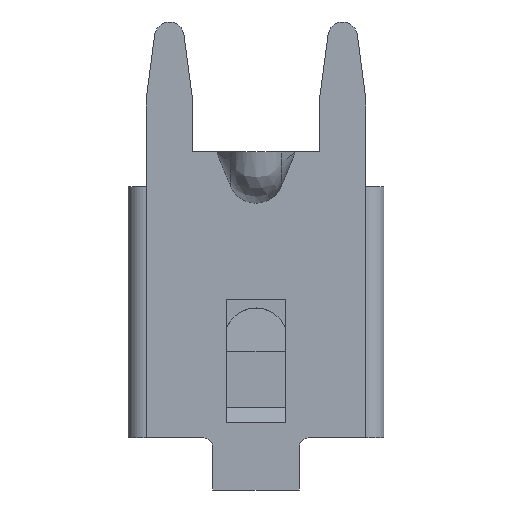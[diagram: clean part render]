
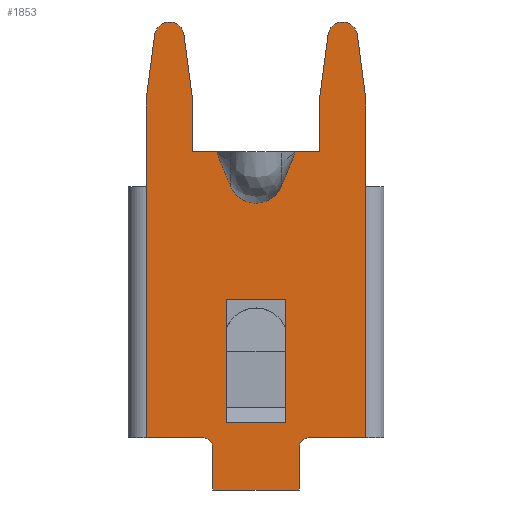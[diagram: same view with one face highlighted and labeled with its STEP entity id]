
A CAD part, front view. The second image highlights one B-rep face of the part: STEP entity #1853.
In plain terms, the highlighted planar face has unit normal (0, -1, 0).
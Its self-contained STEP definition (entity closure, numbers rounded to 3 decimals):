
#173=DIRECTION('',(-1.,0.,0.));
#174=VECTOR('',#173,1.697);
#175=CARTESIAN_POINT('',(-1.524,0.,-8.382));
#176=LINE('',#175,#174);
#181=DIRECTION('',(-1.,0.,0.));
#182=VECTOR('',#181,1.697);
#183=CARTESIAN_POINT('',(3.221,0.,-8.382));
#184=LINE('',#183,#182);
#221=CARTESIAN_POINT('',(-1.524,0.,-8.636));
#222=DIRECTION('',(0.,1.,0.));
#223=DIRECTION('',(0.,0.,1.));
#224=AXIS2_PLACEMENT_3D('',#221,#222,#223);
#231=DIRECTION('',(0.,0.,1.));
#232=VECTOR('',#231,3.593);
#233=CARTESIAN_POINT('',(0.871,0.,-7.928));
#234=LINE('',#233,#232);
#235=DIRECTION('',(-1.,0.,0.));
#236=VECTOR('',#235,1.742);
#237=CARTESIAN_POINT('',(0.871,0.,-4.336));
#238=LINE('',#237,#236);
#239=DIRECTION('',(0.,0.,1.));
#240=VECTOR('',#239,3.593);
#241=CARTESIAN_POINT('',(-0.871,0.,-7.928));
#242=LINE('',#241,#240);
#243=DIRECTION('',(-1.,0.,0.));
#244=VECTOR('',#243,1.742);
#245=CARTESIAN_POINT('',(0.871,0.,-7.928));
#246=LINE('',#245,#244);
#247=DIRECTION('',(0.,0.,-1.));
#248=VECTOR('',#247,1.27);
#249=CARTESIAN_POINT('',(1.27,0.,-8.636));
#250=LINE('',#249,#248);
#251=DIRECTION('',(0.,0.,-1.));
#252=VECTOR('',#251,2.54);
#253=CARTESIAN_POINT('',(-3.221,0.,1.524));
#254=LINE('',#253,#252);
#255=DIRECTION('',(-0.131,0.,-0.991));
#256=VECTOR('',#255,1.927);
#257=CARTESIAN_POINT('',(-2.968,0.,3.435));
#258=LINE('',#257,#256);
#259=CARTESIAN_POINT('',(-2.54,0.,3.378));
#260=DIRECTION('',(0.,-1.,0.));
#261=DIRECTION('',(0.991,0.,0.131));
#262=AXIS2_PLACEMENT_3D('',#259,#260,#261);
#264=DIRECTION('',(-0.131,0.,0.991));
#265=VECTOR('',#264,1.927);
#266=CARTESIAN_POINT('',(-1.859,0.,1.524));
#267=LINE('',#266,#265);
#268=DIRECTION('',(0.,0.,1.));
#269=VECTOR('',#268,1.524);
#270=CARTESIAN_POINT('',(-1.859,0.,0.));
#271=LINE('',#270,#269);
#272=DIRECTION('',(0.383,0.,-0.924));
#273=VECTOR('',#272,1.092);
#274=CARTESIAN_POINT('',(-1.155,0.,0.));
#275=LINE('',#274,#273);
#276=CARTESIAN_POINT('',(0.,0.,-0.704));
#277=DIRECTION('',(0.,-1.,0.));
#278=DIRECTION('',(-0.924,0.,-0.383));
#279=AXIS2_PLACEMENT_3D('',#276,#277,#278);
#281=DIRECTION('',(0.383,0.,0.924));
#282=VECTOR('',#281,1.092);
#283=CARTESIAN_POINT('',(0.737,0.,-1.009));
#284=LINE('',#283,#282);
#285=DIRECTION('',(0.,0.,-1.));
#286=VECTOR('',#285,1.524);
#287=CARTESIAN_POINT('',(1.859,0.,1.524));
#288=LINE('',#287,#286);
#289=DIRECTION('',(-0.131,0.,-0.991));
#290=VECTOR('',#289,1.927);
#291=CARTESIAN_POINT('',(2.112,0.,3.435));
#292=LINE('',#291,#290);
#293=CARTESIAN_POINT('',(2.54,0.,3.378));
#294=DIRECTION('',(0.,-1.,0.));
#295=DIRECTION('',(0.991,0.,0.131));
#296=AXIS2_PLACEMENT_3D('',#293,#294,#295);
#298=DIRECTION('',(-0.131,0.,0.991));
#299=VECTOR('',#298,1.927);
#300=CARTESIAN_POINT('',(3.221,0.,1.524));
#301=LINE('',#300,#299);
#302=DIRECTION('',(0.,0.,1.));
#303=VECTOR('',#302,2.54);
#304=CARTESIAN_POINT('',(3.221,0.,-1.016));
#305=LINE('',#304,#303);
#306=DIRECTION('',(0.,0.,1.));
#307=VECTOR('',#306,7.366);
#308=CARTESIAN_POINT('',(3.221,0.,-8.382));
#309=LINE('',#308,#307);
#442=CARTESIAN_POINT('',(1.524,0.,-8.636));
#443=DIRECTION('',(0.,1.,0.));
#444=DIRECTION('',(-1.,0.,0.));
#445=AXIS2_PLACEMENT_3D('',#442,#443,#444);
#624=DIRECTION('',(-1.,0.,0.));
#625=VECTOR('',#624,2.54);
#626=CARTESIAN_POINT('',(1.27,0.,-9.906));
#627=LINE('',#626,#625);
#632=DIRECTION('',(0.,0.,-1.));
#633=VECTOR('',#632,1.27);
#634=CARTESIAN_POINT('',(-1.27,0.,-8.636));
#635=LINE('',#634,#633);
#717=DIRECTION('',(-1.,0.,0.));
#718=VECTOR('',#717,0.705);
#719=CARTESIAN_POINT('',(1.859,0.,0.));
#720=LINE('',#719,#718);
#734=DIRECTION('',(-1.,0.,0.));
#735=VECTOR('',#734,0.705);
#736=CARTESIAN_POINT('',(-1.155,0.,0.));
#737=LINE('',#736,#735);
#1365=DIRECTION('',(0.,0.,1.));
#1366=VECTOR('',#1365,7.366);
#1367=CARTESIAN_POINT('',(-3.221,0.,-8.382));
#1368=LINE('',#1367,#1366);
#1431=CARTESIAN_POINT('',(-3.221,0.,-8.382));
#1433=VERTEX_POINT('',#1431);
#1453=CARTESIAN_POINT('',(3.221,0.,-8.382));
#1454=VERTEX_POINT('',#1453);
#1479=CARTESIAN_POINT('',(0.871,0.,-7.928));
#1480=VERTEX_POINT('',#1479);
#1481=CARTESIAN_POINT('',(0.871,0.,-4.336));
#1482=VERTEX_POINT('',#1481);
#1483=CARTESIAN_POINT('',(-0.871,0.,-7.928));
#1484=VERTEX_POINT('',#1483);
#1485=CARTESIAN_POINT('',(-0.871,0.,-4.336));
#1486=VERTEX_POINT('',#1485);
#1495=CARTESIAN_POINT('',(3.221,0.,1.524));
#1496=CARTESIAN_POINT('',(2.968,0.,3.435));
#1497=VERTEX_POINT('',#1495);
#1498=VERTEX_POINT('',#1496);
#1499=CARTESIAN_POINT('',(2.112,0.,3.435));
#1500=VERTEX_POINT('',#1499);
#1501=CARTESIAN_POINT('',(1.859,0.,1.524));
#1502=VERTEX_POINT('',#1501);
#1503=CARTESIAN_POINT('',(-1.859,0.,1.524));
#1504=CARTESIAN_POINT('',(-2.112,0.,3.435));
#1505=VERTEX_POINT('',#1503);
#1506=VERTEX_POINT('',#1504);
#1507=CARTESIAN_POINT('',(-2.968,0.,3.435));
#1508=VERTEX_POINT('',#1507);
#1509=CARTESIAN_POINT('',(-3.221,0.,1.524));
#1510=VERTEX_POINT('',#1509);
#1527=CARTESIAN_POINT('',(3.221,0.,-1.016));
#1528=VERTEX_POINT('',#1527);
#1529=CARTESIAN_POINT('',(1.859,0.,0.));
#1530=VERTEX_POINT('',#1529);
#1531=CARTESIAN_POINT('',(-1.859,0.,0.));
#1532=VERTEX_POINT('',#1531);
#1533=CARTESIAN_POINT('',(-3.221,0.,-1.016));
#1534=VERTEX_POINT('',#1533);
#1547=CARTESIAN_POINT('',(1.155,0.,0.));
#1549=VERTEX_POINT('',#1547);
#1552=CARTESIAN_POINT('',(-1.155,0.,0.));
#1554=VERTEX_POINT('',#1552);
#1555=CARTESIAN_POINT('',(0.737,0.,-1.009));
#1556=VERTEX_POINT('',#1555);
#1557=CARTESIAN_POINT('',(-0.737,0.,-1.009));
#1558=VERTEX_POINT('',#1557);
#1616=CARTESIAN_POINT('',(1.27,0.,-9.906));
#1618=VERTEX_POINT('',#1616);
#1619=CARTESIAN_POINT('',(-1.27,0.,-9.906));
#1620=VERTEX_POINT('',#1619);
#1623=CARTESIAN_POINT('',(-1.524,0.,-8.382));
#1624=CARTESIAN_POINT('',(-1.27,0.,-8.636));
#1625=VERTEX_POINT('',#1623);
#1626=VERTEX_POINT('',#1624);
#1635=CARTESIAN_POINT('',(1.27,0.,-8.636));
#1636=CARTESIAN_POINT('',(1.524,0.,-8.382));
#1637=VERTEX_POINT('',#1635);
#1638=VERTEX_POINT('',#1636);
#1791=CARTESIAN_POINT('',(3.221,0.,-8.382));
#1792=DIRECTION('',(0.,-1.,0.));
#1793=DIRECTION('',(-1.,0.,0.));
#1794=AXIS2_PLACEMENT_3D('',#1791,#1792,#1793);
#1795=PLANE('',#1794);
#1796=ORIENTED_EDGE('',*,*,#1755,.T.);
#1798=ORIENTED_EDGE('',*,*,#1797,.F.);
#1800=ORIENTED_EDGE('',*,*,#1799,.T.);
#1802=ORIENTED_EDGE('',*,*,#1801,.T.);
#1804=ORIENTED_EDGE('',*,*,#1803,.F.);
#1805=ORIENTED_EDGE('',*,*,#1781,.F.);
#1806=ORIENTED_EDGE('',*,*,#1743,.T.);
#1808=ORIENTED_EDGE('',*,*,#1807,.T.);
#1810=ORIENTED_EDGE('',*,*,#1809,.F.);
#1812=ORIENTED_EDGE('',*,*,#1811,.F.);
#1814=ORIENTED_EDGE('',*,*,#1813,.F.);
#1816=ORIENTED_EDGE('',*,*,#1815,.F.);
#1818=ORIENTED_EDGE('',*,*,#1817,.F.);
#1820=ORIENTED_EDGE('',*,*,#1819,.F.);
#1822=ORIENTED_EDGE('',*,*,#1821,.T.);
#1824=ORIENTED_EDGE('',*,*,#1823,.T.);
#1826=ORIENTED_EDGE('',*,*,#1825,.T.);
#1828=ORIENTED_EDGE('',*,*,#1827,.F.);
#1830=ORIENTED_EDGE('',*,*,#1829,.F.);
#1832=ORIENTED_EDGE('',*,*,#1831,.F.);
#1834=ORIENTED_EDGE('',*,*,#1833,.F.);
#1836=ORIENTED_EDGE('',*,*,#1835,.F.);
#1838=ORIENTED_EDGE('',*,*,#1837,.F.);
#1840=ORIENTED_EDGE('',*,*,#1839,.F.);
#1841=EDGE_LOOP('',(#1796,#1798,#1800,#1802,#1804,#1805,#1806,#1808,#1810,#1812,
#1814,#1816,#1818,#1820,#1822,#1824,#1826,#1828,#1830,#1832,#1834,#1836,#1838,
#1840));
#1842=FACE_OUTER_BOUND('',#1841,.F.);
#1844=ORIENTED_EDGE('',*,*,#1843,.T.);
#1846=ORIENTED_EDGE('',*,*,#1845,.T.);
#1848=ORIENTED_EDGE('',*,*,#1847,.F.);
#1850=ORIENTED_EDGE('',*,*,#1849,.F.);
#1851=EDGE_LOOP('',(#1844,#1846,#1848,#1850));
#1852=FACE_BOUND('',#1851,.F.);
#1853=ADVANCED_FACE('',(#1842,#1852),#1795,.T.);
#225=CIRCLE('',#224,0.254);
#263=CIRCLE('',#262,0.432);
#280=CIRCLE('',#279,0.798);
#297=CIRCLE('',#296,0.432);
#446=CIRCLE('',#445,0.254);
#1743=EDGE_CURVE('',#1625,#1433,#176,.T.);
#1755=EDGE_CURVE('',#1454,#1638,#184,.T.);
#1781=EDGE_CURVE('',#1625,#1626,#225,.T.);
#1797=EDGE_CURVE('',#1637,#1638,#446,.T.);
#1799=EDGE_CURVE('',#1637,#1618,#250,.T.);
#1801=EDGE_CURVE('',#1618,#1620,#627,.T.);
#1803=EDGE_CURVE('',#1626,#1620,#635,.T.);
#1807=EDGE_CURVE('',#1433,#1534,#1368,.T.);
#1809=EDGE_CURVE('',#1510,#1534,#254,.T.);
#1811=EDGE_CURVE('',#1508,#1510,#258,.T.);
#1813=EDGE_CURVE('',#1506,#1508,#263,.T.);
#1815=EDGE_CURVE('',#1505,#1506,#267,.T.);
#1817=EDGE_CURVE('',#1532,#1505,#271,.T.);
#1819=EDGE_CURVE('',#1554,#1532,#737,.T.);
#1821=EDGE_CURVE('',#1554,#1558,#275,.T.);
#1823=EDGE_CURVE('',#1558,#1556,#280,.T.);
#1825=EDGE_CURVE('',#1556,#1549,#284,.T.);
#1827=EDGE_CURVE('',#1530,#1549,#720,.T.);
#1829=EDGE_CURVE('',#1502,#1530,#288,.T.);
#1831=EDGE_CURVE('',#1500,#1502,#292,.T.);
#1833=EDGE_CURVE('',#1498,#1500,#297,.T.);
#1835=EDGE_CURVE('',#1497,#1498,#301,.T.);
#1837=EDGE_CURVE('',#1528,#1497,#305,.T.);
#1839=EDGE_CURVE('',#1454,#1528,#309,.T.);
#1843=EDGE_CURVE('',#1480,#1482,#234,.T.);
#1845=EDGE_CURVE('',#1482,#1486,#238,.T.);
#1847=EDGE_CURVE('',#1484,#1486,#242,.T.);
#1849=EDGE_CURVE('',#1480,#1484,#246,.T.);
